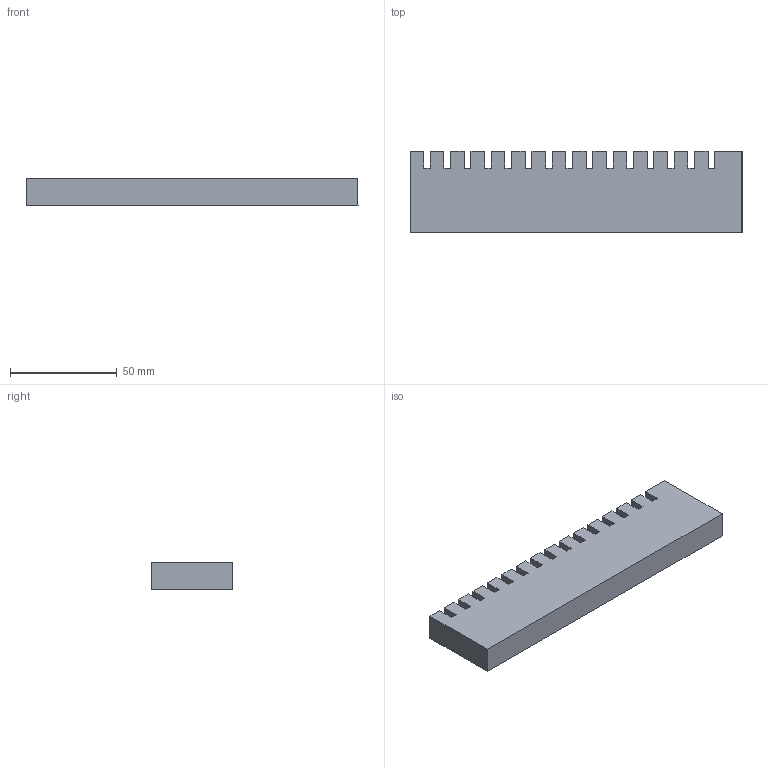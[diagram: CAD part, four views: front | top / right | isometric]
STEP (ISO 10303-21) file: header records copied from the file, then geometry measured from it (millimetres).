
FILE_DESCRIPTION(/* description */ (''),/* implementation_level */ '2;1');
FILE_NAME(/* name */ 'comb',/* time_stamp */ '2013-05-11T16:39:29-07:00',/* author */ (''),/* organization */ (''),/* preprocessor_version */ 'ST-DEVELOPER v8',/* originating_system */ '',/* authorisation */ '');
FILE_SCHEMA (('CONFIG_CONTROL_DESIGN'));
Length unit declared in the file: inch
Products named in the file (1): 1
Bounding box: 155.57 x 38.1 x 12.7 mm (x, y, z)
Volume: 70477.2 mm3; surface area: 19042.3 mm2
Topology: 1 solids, 1 shells, 66 faces, 192 edges, 128 vertices
Faces by surface type: bspline 66
Entity records: 2022 total; most frequent: CARTESIAN_POINT 776, ORIENTED_EDGE 384, EDGE_CURVE 192, B_SPLINE_CURVE_WITH_KNOTS 192, VERTEX_POINT 128, ADVANCED_FACE 66, FACE_OUTER_BOUND 66, EDGE_LOOP 66
